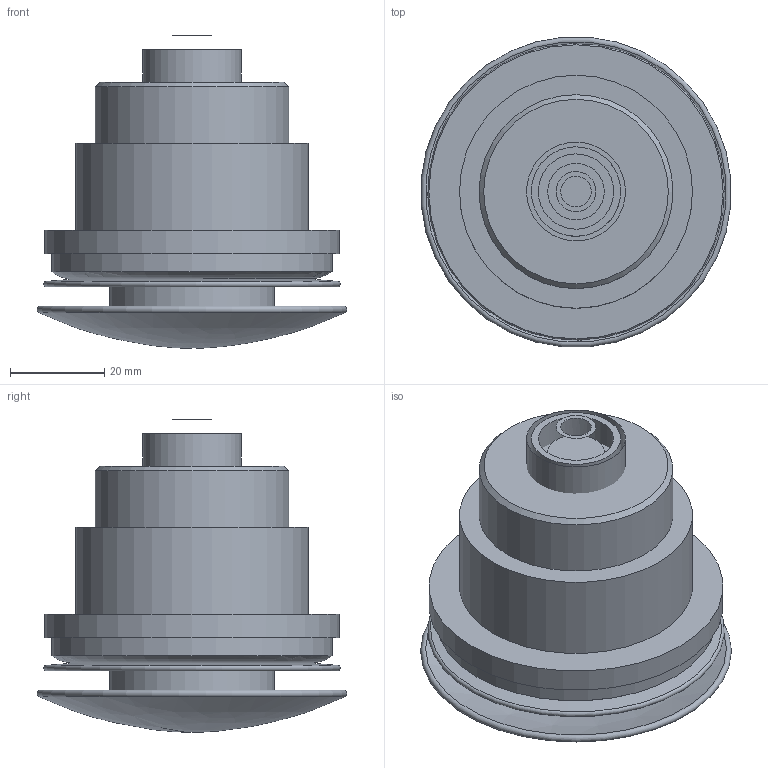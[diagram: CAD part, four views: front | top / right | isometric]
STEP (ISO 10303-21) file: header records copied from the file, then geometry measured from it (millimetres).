
FILE_DESCRIPTION(/* description */ (''),/* implementation_level */ '2;1');
FILE_NAME(/* name */ 'DB160-EM 3D.stp',/* time_stamp */ '2021-03-24T14:49:14-04:00',/* author */ ('fbrousse'),/* organization */ (''),/* preprocessor_version */ 'ST-DEVELOPER v17',/* originating_system */ 'Autodesk Inventor 2018',/* authorisation */ '');
FILE_SCHEMA (('CONFIG_CONTROL_DESIGN'));
Length unit declared in the file: inch
Products named in the file (1): DB160-EM_Shrinkwrap_1
Bounding box: 65.75 x 65.75 x 66.49 mm (x, y, z)
Volume: 132665.9 mm3; surface area: 37338 mm2
Topology: 4 solids, 4 shells, 60 faces, 157 edges, 107 vertices
Faces by surface type: plane 35, cylinder 13, cone 6, torus 4, bspline 2
Full cylindrical faces by diameter (mm): 10.004 x1, 12 x1, 19 x1, 21 x1, 31.45 x1, 35 x2, 40 x1, 41.2 x1, 43 x1, 49.5 x1, 59.5 x1, 62.5 x1
Entity records: 2093 total; most frequent: CARTESIAN_POINT 431, DIRECTION 359, ORIENTED_EDGE 310, EDGE_CURVE 155, AXIS2_PLACEMENT_3D 151, VERTEX_POINT 107, CIRCLE 84, EDGE_LOOP 70
